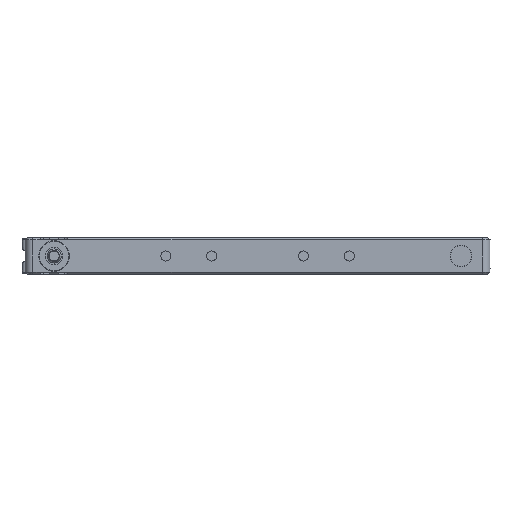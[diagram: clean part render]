
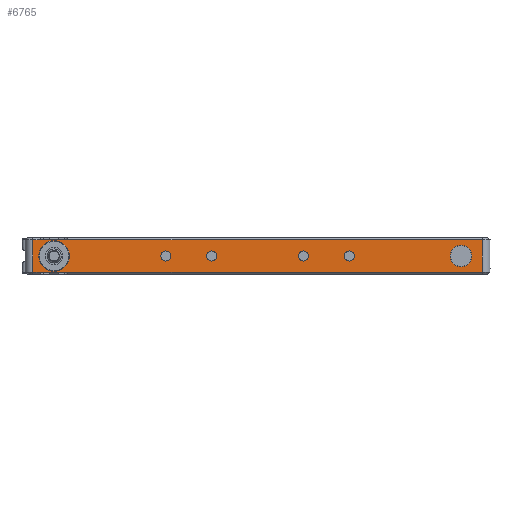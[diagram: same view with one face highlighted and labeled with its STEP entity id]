
A CAD part, left-side view. The second image highlights one B-rep face of the part: STEP entity #6765.
In plain terms, the highlighted planar face has unit normal (-1, 0, 0).
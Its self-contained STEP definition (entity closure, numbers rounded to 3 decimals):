
#1916=DIRECTION('',(0.,-1.,0.));
#1917=VECTOR('',#1916,2.5);
#1918=CARTESIAN_POINT('',(-80.,73.5,5.25));
#1919=LINE('',#1918,#1917);
#1920=DIRECTION('',(0.,1.,0.));
#1921=VECTOR('',#1920,9.);
#1922=CARTESIAN_POINT('',(-80.,62.,5.25));
#1923=LINE('',#1922,#1921);
#1924=DIRECTION('',(0.,-1.,0.));
#1925=VECTOR('',#1924,135.5);
#1926=CARTESIAN_POINT('',(-80.,62.,5.25));
#1927=LINE('',#1926,#1925);
#1928=DIRECTION('',(0.,0.,-1.));
#1929=VECTOR('',#1928,10.5);
#1930=CARTESIAN_POINT('',(-80.,-73.5,
5.25));
#1931=LINE('',#1930,#1929);
#1932=DIRECTION('',(0.,1.,0.));
#1933=VECTOR('',#1932,135.5);
#1934=CARTESIAN_POINT('',(-80.,-73.5,
-5.25));
#1935=LINE('',#1934,#1933);
#1936=DIRECTION('',(0.,1.,0.));
#1937=VECTOR('',#1936,9.);
#1938=CARTESIAN_POINT('',(-80.,62.,-5.25));
#1939=LINE('',#1938,#1937);
#1940=DIRECTION('',(0.,1.,0.));
#1941=VECTOR('',#1940,2.5);
#1942=CARTESIAN_POINT('',(-80.,71.,-5.25));
#1943=LINE('',#1942,#1941);
#1944=DIRECTION('',(0.,0.,-1.));
#1945=VECTOR('',#1944,10.5);
#1946=CARTESIAN_POINT('',(-80.,73.5,5.25));
#1947=LINE('',#1946,#1945);
#1948=CARTESIAN_POINT('',(-80.,-66.5,0.));
#1949=DIRECTION('',(1.,0.,0.));
#1950=DIRECTION('',(0.,1.,0.));
#1951=AXIS2_PLACEMENT_3D('',#1948,#1949,#1950);
#1953=CARTESIAN_POINT('',(-80.,-66.5,0.));
#1954=DIRECTION('',(1.,0.,0.));
#1955=DIRECTION('',(0.,-1.,0.));
#1956=AXIS2_PLACEMENT_3D('',#1953,#1954,#1955);
#1958=CARTESIAN_POINT('',(-80.,30.,0.));
#1959=DIRECTION('',(-1.,0.,0.));
#1960=DIRECTION('',(0.,1.,0.));
#1961=AXIS2_PLACEMENT_3D('',#1958,#1959,#1960);
#1963=CARTESIAN_POINT('',(-80.,30.,0.));
#1964=DIRECTION('',(-1.,0.,0.));
#1965=DIRECTION('',(0.,-1.,0.));
#1966=AXIS2_PLACEMENT_3D('',#1963,#1964,#1965);
#1968=CARTESIAN_POINT('',(-80.,15.,0.));
#1969=DIRECTION('',(-1.,0.,0.));
#1970=DIRECTION('',(0.,1.,0.));
#1971=AXIS2_PLACEMENT_3D('',#1968,#1969,#1970);
#1973=CARTESIAN_POINT('',(-80.,15.,0.));
#1974=DIRECTION('',(-1.,0.,0.));
#1975=DIRECTION('',(0.,-1.,0.));
#1976=AXIS2_PLACEMENT_3D('',#1973,#1974,#1975);
#1978=CARTESIAN_POINT('',(-80.,-15.,0.));
#1979=DIRECTION('',(-1.,0.,0.));
#1980=DIRECTION('',(0.,1.,0.));
#1981=AXIS2_PLACEMENT_3D('',#1978,#1979,#1980);
#1983=CARTESIAN_POINT('',(-80.,-15.,0.));
#1984=DIRECTION('',(-1.,0.,0.));
#1985=DIRECTION('',(0.,-1.,0.));
#1986=AXIS2_PLACEMENT_3D('',#1983,#1984,#1985);
#1988=CARTESIAN_POINT('',(-80.,-30.,0.));
#1989=DIRECTION('',(-1.,0.,0.));
#1990=DIRECTION('',(0.,1.,0.));
#1991=AXIS2_PLACEMENT_3D('',#1988,#1989,#1990);
#1993=CARTESIAN_POINT('',(-80.,-30.,0.));
#1994=DIRECTION('',(-1.,0.,0.));
#1995=DIRECTION('',(0.,-1.,0.));
#1996=AXIS2_PLACEMENT_3D('',#1993,#1994,#1995);
#1998=CARTESIAN_POINT('',(-80.,66.5,0.));
#1999=DIRECTION('',(-1.,0.,0.));
#2000=DIRECTION('',(0.,1.,0.));
#2001=AXIS2_PLACEMENT_3D('',#1998,#1999,#2000);
#2003=CARTESIAN_POINT('',(-80.,66.5,0.));
#2004=DIRECTION('',(-1.,0.,0.));
#2005=DIRECTION('',(0.,-1.,0.));
#2006=AXIS2_PLACEMENT_3D('',#2003,#2004,#2005);
#4325=CARTESIAN_POINT('',(-80.,-63.,0.));
#4326=CARTESIAN_POINT('',(-80.,-70.,0.));
#4327=VERTEX_POINT('',#4325);
#4328=VERTEX_POINT('',#4326);
#4426=CARTESIAN_POINT('',(-80.,71.,5.25));
#4428=VERTEX_POINT('',#4426);
#4429=CARTESIAN_POINT('',(-80.,73.5,5.25));
#4430=VERTEX_POINT('',#4429);
#4451=CARTESIAN_POINT('',(-80.,-73.5,5.25));
#4452=VERTEX_POINT('',#4451);
#4453=CARTESIAN_POINT('',(-80.,62.,5.25));
#4455=VERTEX_POINT('',#4453);
#4458=CARTESIAN_POINT('',(-80.,62.,-5.25));
#4460=VERTEX_POINT('',#4458);
#4461=CARTESIAN_POINT('',(-80.,-73.5,
-5.25));
#4462=VERTEX_POINT('',#4461);
#4483=CARTESIAN_POINT('',(-80.,73.5,-5.25));
#4484=VERTEX_POINT('',#4483);
#4485=CARTESIAN_POINT('',(-80.,71.,-5.25));
#4487=VERTEX_POINT('',#4485);
#4497=CARTESIAN_POINT('',(-80.,31.65,0.));
#4498=CARTESIAN_POINT('',(-80.,28.35,0.));
#4499=VERTEX_POINT('',#4497);
#4500=VERTEX_POINT('',#4498);
#4501=CARTESIAN_POINT('',(-80.,16.65,0.));
#4502=CARTESIAN_POINT('',(-80.,13.35,0.));
#4503=VERTEX_POINT('',#4501);
#4504=VERTEX_POINT('',#4502);
#4505=CARTESIAN_POINT('',(-80.,-13.35,0.));
#4506=CARTESIAN_POINT('',(-80.,-16.65,0.));
#4507=VERTEX_POINT('',#4505);
#4508=VERTEX_POINT('',#4506);
#4509=CARTESIAN_POINT('',(-80.,-28.35,0.));
#4510=CARTESIAN_POINT('',(-80.,-31.65,0.));
#4511=VERTEX_POINT('',#4509);
#4512=VERTEX_POINT('',#4510);
#4936=CARTESIAN_POINT('',(-80.,71.3,0.));
#4937=CARTESIAN_POINT('',(-80.,61.7,0.));
#4938=VERTEX_POINT('',#4936);
#4939=VERTEX_POINT('',#4937);
#6711=CARTESIAN_POINT('',(-80.,76.,-6.));
#6712=DIRECTION('',(-1.,0.,0.));
#6713=DIRECTION('',(0.,-1.,0.));
#6714=AXIS2_PLACEMENT_3D('',#6711,#6712,#6713);
#6715=PLANE('',#6714);
#6717=ORIENTED_EDGE('',*,*,#6716,.T.);
#6718=ORIENTED_EDGE('',*,*,#6687,.F.);
#6719=ORIENTED_EDGE('',*,*,#6663,.T.);
#6720=ORIENTED_EDGE('',*,*,#6636,.T.);
#6721=ORIENTED_EDGE('',*,*,#5240,.T.);
#6723=ORIENTED_EDGE('',*,*,#6722,.T.);
#6724=ORIENTED_EDGE('',*,*,#5326,.T.);
#6726=ORIENTED_EDGE('',*,*,#6725,.F.);
#6727=EDGE_LOOP('',(#6717,#6718,#6719,#6720,#6721,#6723,#6724,#6726));
#6728=FACE_OUTER_BOUND('',#6727,.F.);
#6730=ORIENTED_EDGE('',*,*,#6729,.F.);
#6732=ORIENTED_EDGE('',*,*,#6731,.F.);
#6733=EDGE_LOOP('',(#6730,#6732));
#6734=FACE_BOUND('',#6733,.F.);
#6736=ORIENTED_EDGE('',*,*,#6735,.T.);
#6738=ORIENTED_EDGE('',*,*,#6737,.T.);
#6739=EDGE_LOOP('',(#6736,#6738));
#6740=FACE_BOUND('',#6739,.F.);
#6742=ORIENTED_EDGE('',*,*,#6741,.T.);
#6744=ORIENTED_EDGE('',*,*,#6743,.T.);
#6745=EDGE_LOOP('',(#6742,#6744));
#6746=FACE_BOUND('',#6745,.F.);
#6748=ORIENTED_EDGE('',*,*,#6747,.T.);
#6750=ORIENTED_EDGE('',*,*,#6749,.T.);
#6751=EDGE_LOOP('',(#6748,#6750));
#6752=FACE_BOUND('',#6751,.F.);
#6754=ORIENTED_EDGE('',*,*,#6753,.T.);
#6756=ORIENTED_EDGE('',*,*,#6755,.T.);
#6757=EDGE_LOOP('',(#6754,#6756));
#6758=FACE_BOUND('',#6757,.F.);
#6760=ORIENTED_EDGE('',*,*,#6759,.T.);
#6762=ORIENTED_EDGE('',*,*,#6761,.T.);
#6763=EDGE_LOOP('',(#6760,#6762));
#6764=FACE_BOUND('',#6763,.F.);
#6765=ADVANCED_FACE('',(#6728,#6734,#6740,#6746,#6752,#6758,#6764),#6715,.T.);
#1952=CIRCLE('',#1951,3.5);
#1957=CIRCLE('',#1956,3.5);
#1962=CIRCLE('',#1961,1.65);
#1967=CIRCLE('',#1966,1.65);
#1972=CIRCLE('',#1971,1.65);
#1977=CIRCLE('',#1976,1.65);
#1982=CIRCLE('',#1981,1.65);
#1987=CIRCLE('',#1986,1.65);
#1992=CIRCLE('',#1991,1.65);
#1997=CIRCLE('',#1996,1.65);
#2002=CIRCLE('',#2001,4.8);
#2007=CIRCLE('',#2006,4.8);
#5240=EDGE_CURVE('',#4462,#4460,#1935,.T.);
#5326=EDGE_CURVE('',#4487,#4484,#1943,.T.);
#6636=EDGE_CURVE('',#4452,#4462,#1931,.T.);
#6663=EDGE_CURVE('',#4455,#4452,#1927,.T.);
#6687=EDGE_CURVE('',#4455,#4428,#1923,.T.);
#6716=EDGE_CURVE('',#4430,#4428,#1919,.T.);
#6722=EDGE_CURVE('',#4460,#4487,#1939,.T.);
#6725=EDGE_CURVE('',#4430,#4484,#1947,.T.);
#6729=EDGE_CURVE('',#4327,#4328,#1952,.T.);
#6731=EDGE_CURVE('',#4328,#4327,#1957,.T.);
#6735=EDGE_CURVE('',#4499,#4500,#1962,.T.);
#6737=EDGE_CURVE('',#4500,#4499,#1967,.T.);
#6741=EDGE_CURVE('',#4503,#4504,#1972,.T.);
#6743=EDGE_CURVE('',#4504,#4503,#1977,.T.);
#6747=EDGE_CURVE('',#4507,#4508,#1982,.T.);
#6749=EDGE_CURVE('',#4508,#4507,#1987,.T.);
#6753=EDGE_CURVE('',#4511,#4512,#1992,.T.);
#6755=EDGE_CURVE('',#4512,#4511,#1997,.T.);
#6759=EDGE_CURVE('',#4938,#4939,#2002,.T.);
#6761=EDGE_CURVE('',#4939,#4938,#2007,.T.);
